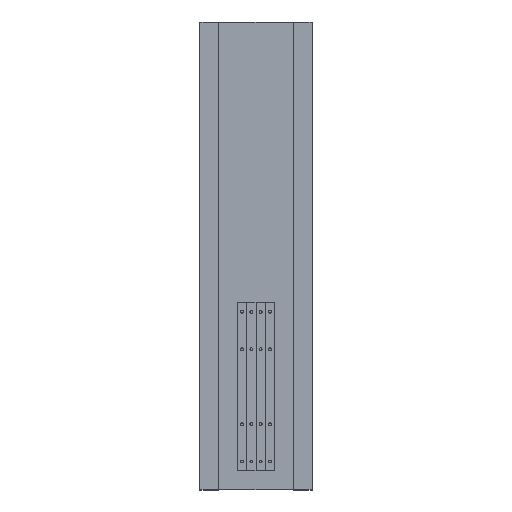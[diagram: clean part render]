
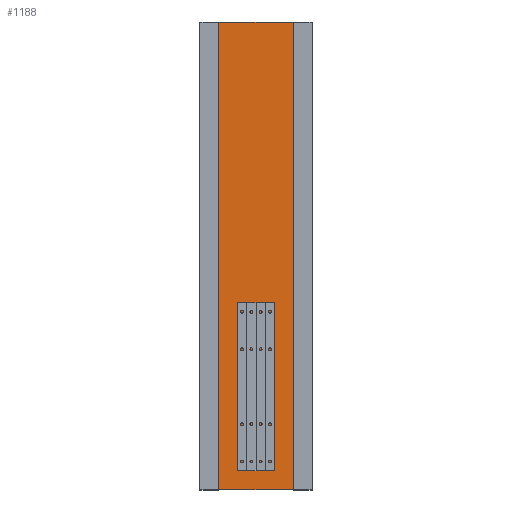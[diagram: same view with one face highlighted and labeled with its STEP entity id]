
A CAD part, top view. The second image highlights one B-rep face of the part: STEP entity #1188.
In plain terms, the highlighted face is planar.
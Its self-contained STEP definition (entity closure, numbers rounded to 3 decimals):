
#154=FACE_OUTER_BOUND('',#220,.T.);
#220=EDGE_LOOP('',(#905,#906,#907,#908));
#347=LINE('',#1848,#471);
#349=LINE('',#1852,#473);
#350=LINE('',#1854,#474);
#351=LINE('',#1855,#475);
#471=VECTOR('',#1496,10.);
#473=VECTOR('',#1500,10.);
#474=VECTOR('',#1501,10.);
#475=VECTOR('',#1502,10.);
#579=VERTEX_POINT('',#1845);
#580=VERTEX_POINT('',#1847);
#581=VERTEX_POINT('',#1851);
#582=VERTEX_POINT('',#1853);
#699=EDGE_CURVE('',#580,#579,#347,.T.);
#701=EDGE_CURVE('',#579,#581,#349,.T.);
#702=EDGE_CURVE('',#581,#582,#350,.T.);
#703=EDGE_CURVE('',#582,#580,#351,.T.);
#905=ORIENTED_EDGE('',*,*,#699,.T.);
#906=ORIENTED_EDGE('',*,*,#701,.T.);
#907=ORIENTED_EDGE('',*,*,#702,.T.);
#908=ORIENTED_EDGE('',*,*,#703,.T.);
#1138=PLANE('',#1311);
#1188=ADVANCED_FACE('',(#154),#1138,.T.);
#1311=AXIS2_PLACEMENT_3D('',#1850,#1498,#1499);
#1496=DIRECTION('',(1.,0.,0.));
#1498=DIRECTION('center_axis',(0.,1.,0.));
#1499=DIRECTION('ref_axis',(0.,0.,1.));
#1500=DIRECTION('',(0.,0.,-1.));
#1501=DIRECTION('',(-1.,0.,0.));
#1502=DIRECTION('',(0.,0.,1.));
#1845=CARTESIAN_POINT('',(45.,11.,-11.5));
#1847=CARTESIAN_POINT('',(20.,11.,-11.5));
#1848=CARTESIAN_POINT('',(38.75,11.,-11.5));
#1850=CARTESIAN_POINT('Origin',(32.5,11.,-13.5));
#1851=CARTESIAN_POINT('',(45.,11.,-15.5));
#1852=CARTESIAN_POINT('',(45.,11.,-10.5));
#1853=CARTESIAN_POINT('',(20.,11.,-15.5));
#1854=CARTESIAN_POINT('',(38.25,11.,-15.5));
#1855=CARTESIAN_POINT('',(20.,11.,-13.5));
